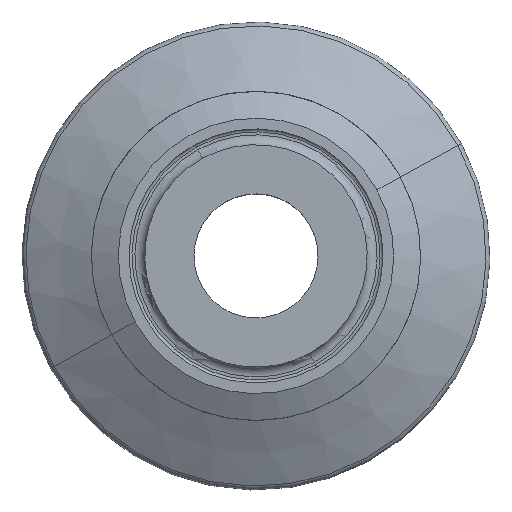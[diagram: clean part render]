
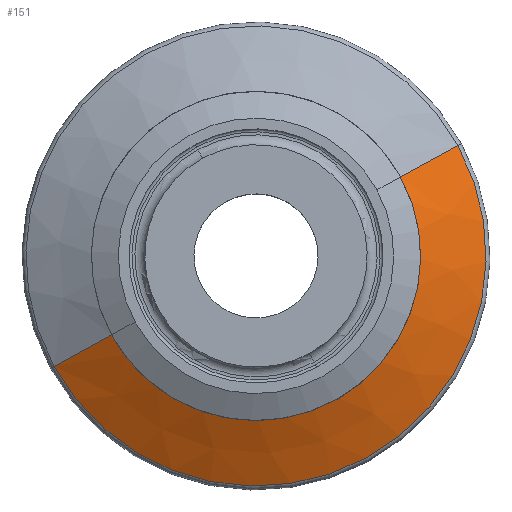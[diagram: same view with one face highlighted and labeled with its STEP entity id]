
A CAD part, top view. The second image highlights one B-rep face of the part: STEP entity #151.
In plain terms, the highlighted conical face has half-angle 62.5 degrees and reference radius 8.5 mm.
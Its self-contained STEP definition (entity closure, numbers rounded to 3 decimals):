
#80=AXIS2_PLACEMENT_3D('Circle Axis2P3D',#78,#79,$) ;
#116=AXIS2_PLACEMENT_3D('Cone Axis2P3D',#113,#114,#115) ;
#134=AXIS2_PLACEMENT_3D('Circle Axis2P3D',#132,#133,$) ;
#141=AXIS2_PLACEMENT_3D('Circle Axis2P3D',#139,#140,$) ;
#78=CARTESIAN_POINT('Axis2P3D Location',(0.,0.,4.144)) ;
#82=CARTESIAN_POINT('Vertex',(-13.674,-7.47,4.144)) ;
#84=CARTESIAN_POINT('Vertex',(13.674,7.47,4.144)) ;
#113=CARTESIAN_POINT('Axis2P3D Location',(0.,0.,7.83)) ;
#118=CARTESIAN_POINT('Line Origine',(-10.566,-5.772,5.987)) ;
#122=CARTESIAN_POINT('Vertex',(-9.785,-5.346,6.45)) ;
#125=CARTESIAN_POINT('Line Origine',(10.566,5.772,5.987)) ;
#129=CARTESIAN_POINT('Vertex',(9.785,5.346,6.45)) ;
#132=CARTESIAN_POINT('Axis2P3D Location',(0.,0.,6.45)) ;
#136=CARTESIAN_POINT('Vertex',(-5.346,-9.785,6.45)) ;
#139=CARTESIAN_POINT('Axis2P3D Location',(0.,0.,6.45)) ;
#79=DIRECTION('Axis2P3D Direction',(0.,0.,1.)) ;
#114=DIRECTION('Axis2P3D Direction',(-0.,-0.,-1.)) ;
#115=DIRECTION('Axis2P3D XDirection',(0.878,0.479,0.)) ;
#119=DIRECTION('Vector Direction',(-0.778,-0.425,-0.462)) ;
#126=DIRECTION('Vector Direction',(0.778,0.425,-0.462)) ;
#133=DIRECTION('Axis2P3D Direction',(0.,0.,-1.)) ;
#140=DIRECTION('Axis2P3D Direction',(0.,0.,-1.)) ;
#120=VECTOR('Line Direction',#119,1.) ;
#127=VECTOR('Line Direction',#126,1.) ;
#145=ORIENTED_EDGE('',*,*,#124,.F.) ;
#146=ORIENTED_EDGE('',*,*,#86,.T.) ;
#147=ORIENTED_EDGE('',*,*,#131,.T.) ;
#148=ORIENTED_EDGE('',*,*,#138,.T.) ;
#149=ORIENTED_EDGE('',*,*,#143,.F.) ;
#151=ADVANCED_FACE('CUT',(#150),#117,.T.) ;
#81=CIRCLE('generated circle',#80,15.581) ;
#135=CIRCLE('generated circle',#134,11.15) ;
#142=CIRCLE('generated circle',#141,11.15) ;
#117=CONICAL_SURFACE('Cone',#116,8.5,1.091) ;
#86=EDGE_CURVE('',#83,#85,#81,.T.) ;
#124=EDGE_CURVE('',#83,#123,#121,.F.) ;
#131=EDGE_CURVE('',#85,#130,#128,.F.) ;
#138=EDGE_CURVE('',#130,#137,#135,.T.) ;
#143=EDGE_CURVE('',#123,#137,#142,.F.) ;
#144=EDGE_LOOP('',(#145,#146,#147,#148,#149)) ;
#150=FACE_OUTER_BOUND('',#144,.T.) ;
#121=LINE('Line',#118,#120) ;
#128=LINE('Line',#125,#127) ;
#83=VERTEX_POINT('',#82) ;
#85=VERTEX_POINT('',#84) ;
#123=VERTEX_POINT('',#122) ;
#130=VERTEX_POINT('',#129) ;
#137=VERTEX_POINT('',#136) ;
